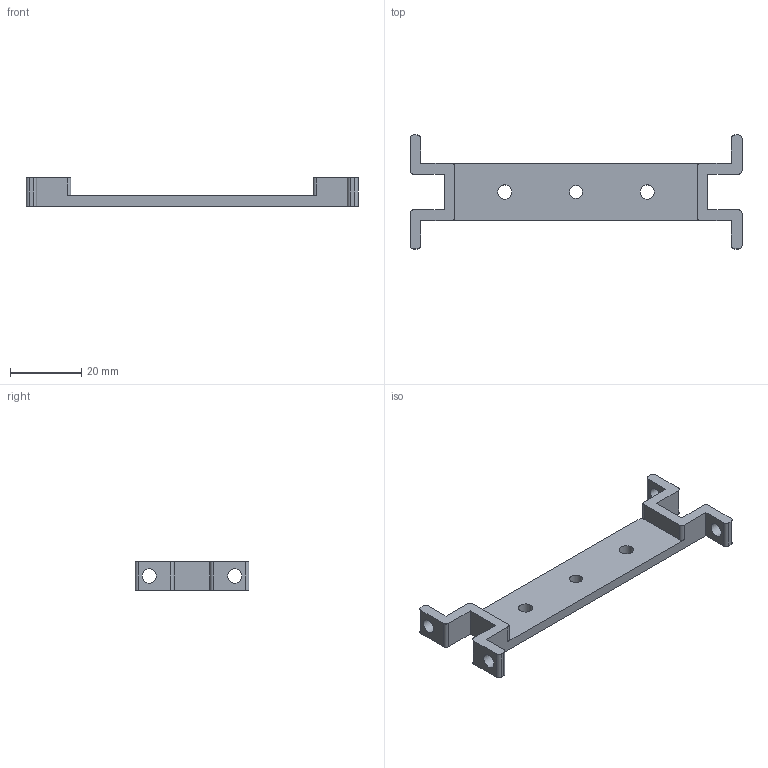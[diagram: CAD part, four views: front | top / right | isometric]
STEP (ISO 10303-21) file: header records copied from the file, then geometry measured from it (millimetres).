
FILE_DESCRIPTION(('STEP AP242'), '1');
FILE_NAME('itemBeamConnector1', '', ('UNSPECIFIED'), ('UNSPECIFIED'), 'C3D Converter', 'C3D Toolkit', '');
FILE_SCHEMA(('AP242_MANAGED_MODEL_BASED_3D_ENGINEERING_MIM_LF { 1 0 10303 442 1 1 4 }'));
Length unit declared in the file: millimetre
Bounding box: 93.2 x 32 x 8 mm (x, y, z)
Volume: 5440 mm3; surface area: 4870.8 mm2
Topology: 1 solids, 1 shells, 49 faces, 141 edges, 94 vertices
Faces by surface type: plane 26, cylinder 23
Full cylindrical faces by diameter (mm): 3.6 x1, 4 x6
Entity records: 1649 total; most frequent: DIRECTION 280, CARTESIAN_POINT 278, ORIENTED_EDGE 268, EDGE_CURVE 134, AXIS2_PLACEMENT_3D 96, VERTEX_POINT 94, LINE 88, VECTOR 88
